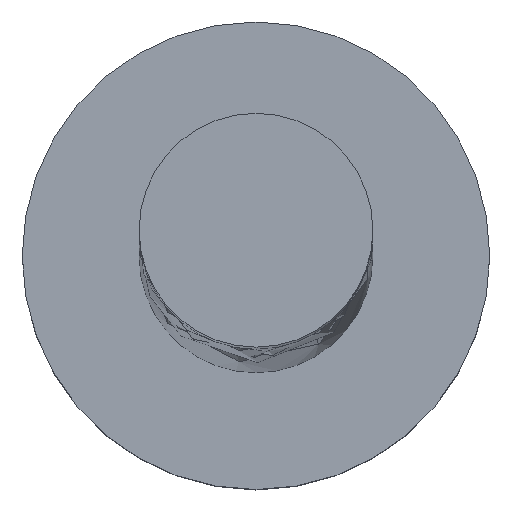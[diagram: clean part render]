
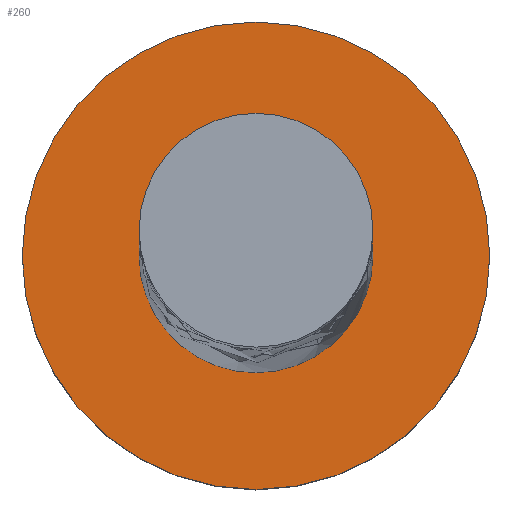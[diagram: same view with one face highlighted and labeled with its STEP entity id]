
A CAD part, top view. The second image highlights one B-rep face of the part: STEP entity #260.
In plain terms, the highlighted planar face has unit normal (0, 0, 1).
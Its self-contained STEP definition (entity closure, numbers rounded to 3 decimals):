
#9 = ORIENTED_EDGE ( 'NONE', *, *, #170, .F. ) ;
#39 = DIRECTION ( 'NONE',  ( 1., 0., 0. ) ) ;
#141 = ORIENTED_EDGE ( 'NONE', *, *, #1363, .F. ) ;
#159 = AXIS2_PLACEMENT_3D ( 'NONE', #547, #790, #575 ) ;
#170 = EDGE_CURVE ( 'NONE', #1082, #859, #952, .T. ) ;
#174 = VERTEX_POINT ( 'NONE', #237 ) ;
#204 = AXIS2_PLACEMENT_3D ( 'NONE', #936, #1317, #345 ) ;
#222 = CARTESIAN_POINT ( 'NONE',  ( 0., 0., 2. ) ) ;
#237 = CARTESIAN_POINT ( 'NONE',  ( -2., 0., 2. ) ) ;
#260 = ADVANCED_FACE ( 'NONE', ( #351, #1041 ), #808, .T. ) ;
#275 = EDGE_LOOP ( 'NONE', ( #9, #141 ) ) ;
#283 = CARTESIAN_POINT ( 'NONE',  ( -1., 0., 2. ) ) ;
#309 = CIRCLE ( 'NONE', #159, 1. ) ;
#345 = DIRECTION ( 'NONE',  ( 1., 0., 0. ) ) ;
#351 = FACE_BOUND ( 'NONE', #275, .T. ) ;
#422 = DIRECTION ( 'NONE',  ( 1., 0., 0. ) ) ;
#433 = CIRCLE ( 'NONE', #780, 2. ) ;
#468 = ORIENTED_EDGE ( 'NONE', *, *, #1426, .T. ) ;
#516 = CARTESIAN_POINT ( 'NONE',  ( 2., 0., 2. ) ) ;
#547 = CARTESIAN_POINT ( 'NONE',  ( 0., 0., 2. ) ) ;
#575 = DIRECTION ( 'NONE',  ( 1., 0., 0. ) ) ;
#639 = CARTESIAN_POINT ( 'NONE',  ( 1., 0., 2. ) ) ;
#647 = CARTESIAN_POINT ( 'NONE',  ( 0., 0., 2. ) ) ;
#697 = DIRECTION ( 'NONE',  ( 0., 0., 1. ) ) ;
#740 = DIRECTION ( 'NONE',  ( 0., 0., 1. ) ) ;
#780 = AXIS2_PLACEMENT_3D ( 'NONE', #1288, #740, #39 ) ;
#790 = DIRECTION ( 'NONE',  ( 0., 0., 1. ) ) ;
#808 = PLANE ( 'NONE',  #1456 ) ;
#816 = DIRECTION ( 'NONE',  ( 1., 0., 0. ) ) ;
#859 = VERTEX_POINT ( 'NONE', #639 ) ;
#933 = VERTEX_POINT ( 'NONE', #516 ) ;
#936 = CARTESIAN_POINT ( 'NONE',  ( 0., 0., 2. ) ) ;
#952 = CIRCLE ( 'NONE', #1402, 1. ) ;
#1041 = FACE_OUTER_BOUND ( 'NONE', #1361, .T. ) ;
#1082 = VERTEX_POINT ( 'NONE', #283 ) ;
#1124 = DIRECTION ( 'NONE',  ( 0., 0., 1. ) ) ;
#1160 = EDGE_CURVE ( 'NONE', #174, #933, #433, .T. ) ;
#1218 = CIRCLE ( 'NONE', #204, 2. ) ;
#1288 = CARTESIAN_POINT ( 'NONE',  ( 0., 0., 2. ) ) ;
#1317 = DIRECTION ( 'NONE',  ( 0., 0., 1. ) ) ;
#1361 = EDGE_LOOP ( 'NONE', ( #1470, #468 ) ) ;
#1363 = EDGE_CURVE ( 'NONE', #859, #1082, #309, .T. ) ;
#1402 = AXIS2_PLACEMENT_3D ( 'NONE', #647, #1124, #422 ) ;
#1426 = EDGE_CURVE ( 'NONE', #933, #174, #1218, .T. ) ;
#1456 = AXIS2_PLACEMENT_3D ( 'NONE', #222, #697, #816 ) ;
#1470 = ORIENTED_EDGE ( 'NONE', *, *, #1160, .T. ) ;
